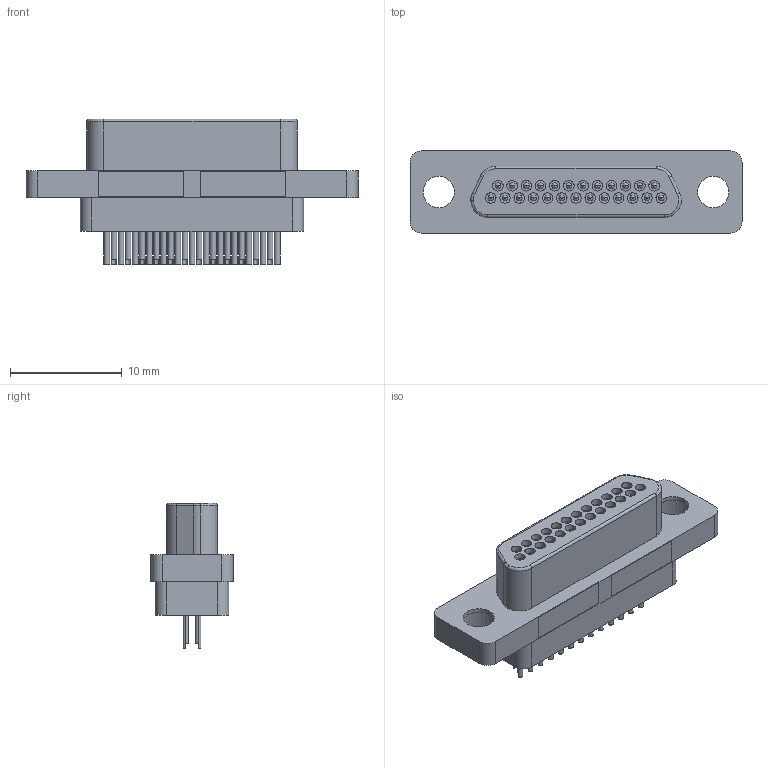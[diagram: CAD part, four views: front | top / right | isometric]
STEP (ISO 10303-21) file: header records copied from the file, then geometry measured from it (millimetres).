
FILE_DESCRIPTION (( 'STEP AP214' ), '1' );
FILE_NAME ('380-025-113L001.STEP', '2011-11-18T16:14:14', ( 'Covidien' ), ( 'Covidien' ), 'SwSTEP 2.0', 'SolidWorks 2010', '' );
FILE_SCHEMA (( 'AUTOMOTIVE_DESIGN' ));
Length unit declared in the file: inch
Products named in the file (1): 380-025-113L001
Bounding box: 29.69 x 7.34 x 13 mm (x, y, z)
Volume: 1024.8 mm3; surface area: 1883.5 mm2
Topology: 1 solids, 1 shells, 560 faces, 1205 edges, 727 vertices
Faces by surface type: cylinder 233, plane 218, torus 105, bspline 4
Entity records: 19530 total; most frequent: DIRECTION 2971, CARTESIAN_POINT 2605, ORIENTED_EDGE 2402, AXIS2_PLACEMENT_3D 1221, EDGE_CURVE 1201, VERTEX_POINT 727, CIRCLE 664, EDGE_LOOP 648
